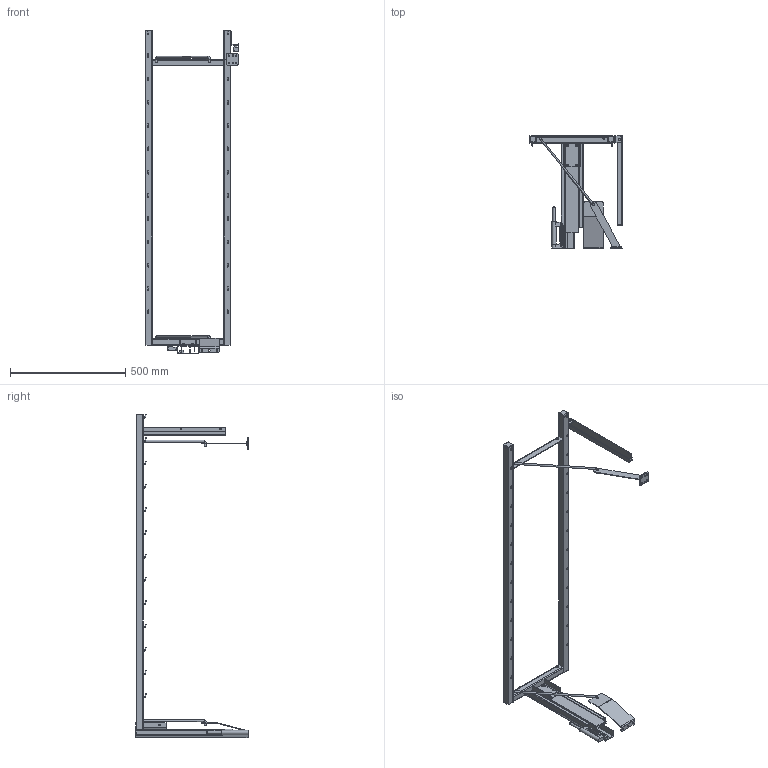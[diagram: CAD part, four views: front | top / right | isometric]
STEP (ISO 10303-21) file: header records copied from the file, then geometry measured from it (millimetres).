
FILE_DESCRIPTION(/* description */ (''),/* implementation_level */ '2;1');
FILE_NAME(/* name */ '3D_100-1216-XX_re 106238.stp',/* time_stamp */ '2022-03-17T14:45:57+01:00',/* author */ ('ps'),/* organization */ (''),/* preprocessor_version */ 'ST-DEVELOPER v18.1',/* originating_system */ 'Autodesk Inventor 2021',/* authorisation */ '');
FILE_SCHEMA (('CONFIG_CONTROL_DESIGN'));
Length unit declared in the file: millimetre
Products named in the file (9): Pleno Maxi re 1600 B450; Schiene S1 105972_Shrinkwrap_1; Rahmen Pleno Maxi re 1600 B450; Schiene S2 und Rahmen 1600 B450; Seitenführung Winkel 088904_Shrinkwrap_1; Seitenführung U-Profil kpl 100705_Shrinkwrap_1; Türanbindung oben_Shrinkwrap_1; Türanbindung unten; Koppelstange
Assembly tree (9 placements, depth 3):
  Pleno Maxi re 1600 B450
    Schiene S1 105972_Shrinkwrap_1
    Rahmen Pleno Maxi re 1600 B450
      Schiene S2 und Rahmen 1600 B450
      Seitenführung Winkel 088904_Shrinkwrap_1
    Seitenführung U-Profil kpl 100705_Shrinkwrap_1
    Türanbindung oben_Shrinkwrap_1
    Türanbindung unten
    Koppelstange  x2
Bounding box: 403.5 x 494 x 1405.5 mm (x, y, z)
Volume: 1400862.3 mm3; surface area: 1148651.4 mm2
Topology: 8 solids, 16 shells, 897 faces, 2166 edges, 1333 vertices
Faces by surface type: plane 517, cylinder 277, torus 44, cone 32, bspline 23, sphere 4
Full cylindrical faces by diameter (mm): 0.2 x6, 4 x52, 4.5 x2, 5 x2, 5.5 x2, 6 x2, 6.5 x20, 8 x14, 9.5 x1, 9.9 x1, 10 x5, 18 x1, 18.7 x1
Entity records: 26790 total; most frequent: CARTESIAN_POINT 5086, DIRECTION 4621, ORIENTED_EDGE 4300, EDGE_CURVE 2150, AXIS2_PLACEMENT_3D 1623, LINE 1375, VECTOR 1375, VERTEX_POINT 1323
